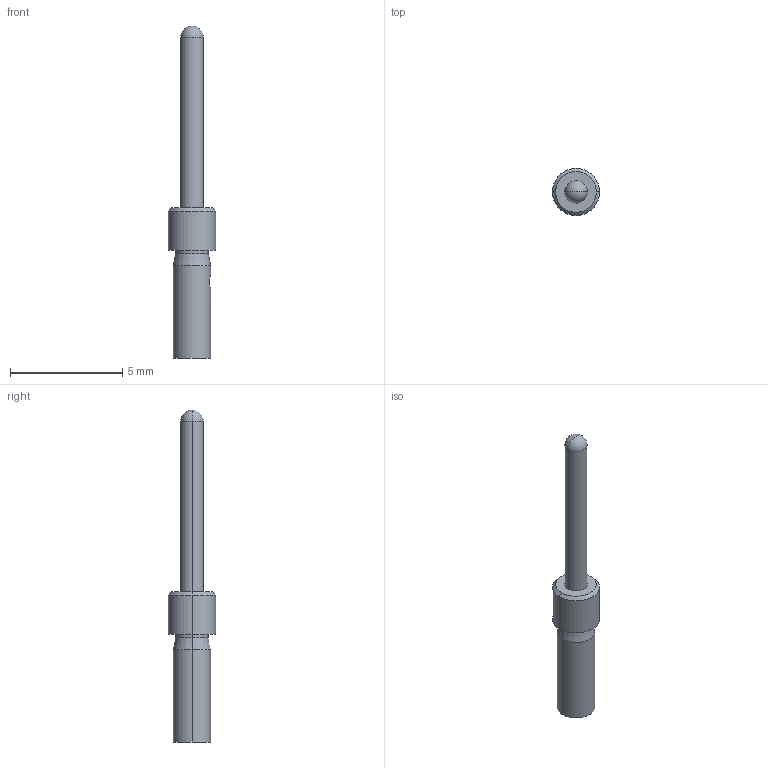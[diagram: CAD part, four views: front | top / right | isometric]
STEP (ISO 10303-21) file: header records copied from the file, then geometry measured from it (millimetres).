
FILE_DESCRIPTION((''),'2;1');
FILE_NAME('CSSM','2017-04-01T',('tl.yang'),(''),'PRO/ENGINEER BY PARAMETRIC TECHNOLOGY CORPORATION, 2011500','PRO/ENGINEER BY PARAMETRIC TECHNOLOGY CORPORATION, 2011500','');
FILE_SCHEMA(('CONFIG_CONTROL_DESIGN'));
Length unit declared in the file: millimetre
Products named in the file (1): CSSM
Bounding box: 2.1 x 2.1 x 14.8 mm (x, y, z)
Volume: 21.3 mm3; surface area: 77.3 mm2
Topology: 1 solids, 1 shells, 25 faces, 60 edges, 34 vertices
Faces by surface type: cylinder 12, cone 8, plane 3, sphere 2
Entity records: 794 total; most frequent: CARTESIAN_POINT 187, DIRECTION 124, ORIENTED_EDGE 112, EDGE_CURVE 56, AXIS2_PLACEMENT_3D 51, VERTEX_POINT 34, EDGE_LOOP 28, CIRCLE 26
